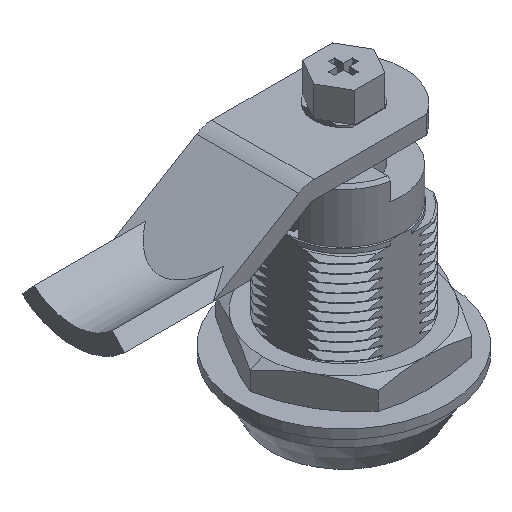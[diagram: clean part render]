
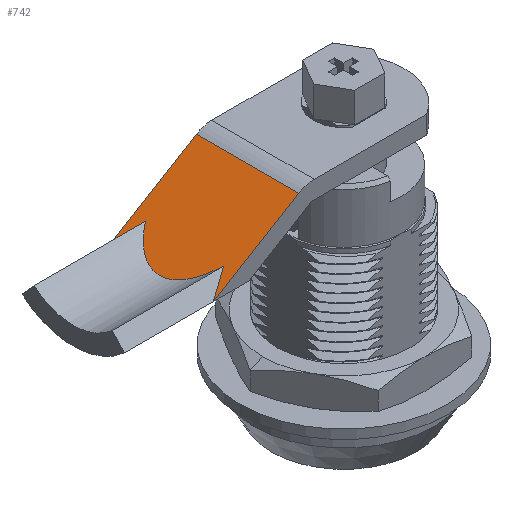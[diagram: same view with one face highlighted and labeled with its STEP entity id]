
A CAD part, isometric view. The second image highlights one B-rep face of the part: STEP entity #742.
In plain terms, the highlighted planar face has unit normal (-0.515, 0, 0.857).
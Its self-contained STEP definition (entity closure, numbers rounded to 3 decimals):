
#742 = ADVANCED_FACE ( 'NONE', ( #7331 ), #7332, .F. ) ;
#1095 = ORIENTED_EDGE ( 'NONE', *, *, #1577, .F. ) ;
#1096 = ORIENTED_EDGE ( 'NONE', *, *, #1578, .F. ) ;
#1097 = ORIENTED_EDGE ( 'NONE', *, *, #1579, .T. ) ;
#1098 = ORIENTED_EDGE ( 'NONE', *, *, #1573, .F. ) ;
#1099 = ORIENTED_EDGE ( 'NONE', *, *, #1580, .T. ) ;
#1100 = ORIENTED_EDGE ( 'NONE', *, *, #1581, .T. ) ;
#1216 = VERTEX_POINT ( 'NONE', #7410 ) ;
#1219 = VERTEX_POINT ( 'NONE', #7413 ) ;
#1220 = VERTEX_POINT ( 'NONE', #7414 ) ;
#1221 = VERTEX_POINT ( 'NONE', #7415 ) ;
#1224 = VERTEX_POINT ( 'NONE', #7418 ) ;
#1226 = VERTEX_POINT ( 'NONE', #7420 ) ;
#1573 = EDGE_CURVE ( 'NONE', #1220, #1219, #7891, .T. ) ;
#1577 = EDGE_CURVE ( 'NONE', #1216, #1224, #8573, .T. ) ;
#1578 = EDGE_CURVE ( 'NONE', #1221, #1216, #8566, .T. ) ;
#1579 = EDGE_CURVE ( 'NONE', #1221, #1219, #8567, .T. ) ;
#1580 = EDGE_CURVE ( 'NONE', #1220, #1226, #8574, .T. ) ;
#1581 = EDGE_CURVE ( 'NONE', #1226, #1224, #8585, .T. ) ;
#2223 = EDGE_LOOP ( 'NONE', ( #1095, #1096, #1097, #1098, #1099, #1100 ) ) ;
#6826 = AXIS2_PLACEMENT_3D ( 'NONE', #7342, #7343, #7344 ) ;
#7331 = FACE_OUTER_BOUND ( 'NONE', #2223, .T. ) ;
#7332 = PLANE ( 'NONE',  #6826 ) ;
#7342 = CARTESIAN_POINT ( 'NONE',  ( -42.673, 8.5, 24.251 ) ) ;
#7343 = DIRECTION ( 'NONE',  ( 0.515, 0., -0.857 ) ) ;
#7344 = DIRECTION ( 'NONE',  ( 0.857, 0., 0.515 ) ) ;
#7410 = CARTESIAN_POINT ( 'NONE',  ( -24.722, 8.5, 35.037 ) ) ;
#7413 = CARTESIAN_POINT ( 'NONE',  ( -35.183, 6.487, 28.751 ) ) ;
#7414 = CARTESIAN_POINT ( 'NONE',  ( -35.183, -6.487, 28.751 ) ) ;
#7415 = CARTESIAN_POINT ( 'NONE',  ( -38.885, 8.5, 26.527 ) ) ;
#7418 = CARTESIAN_POINT ( 'NONE',  ( -24.722, -8.5, 35.037 ) ) ;
#7420 = CARTESIAN_POINT ( 'NONE',  ( -38.885, -8.5, 26.527 ) ) ;
#7891 =( BOUNDED_CURVE ( )  B_SPLINE_CURVE ( 3, ( #8551, #8561, #8562, #8563 ),
 .UNSPECIFIED., .F., .T. ) 
 B_SPLINE_CURVE_WITH_KNOTS ( ( 4, 4 ),
 ( 2.406, 3.877 ),
 .UNSPECIFIED. ) 
 CURVE ( )  GEOMETRIC_REPRESENTATION_ITEM ( )  RATIONAL_B_SPLINE_CURVE ( ( 1., 0.828, 0.828, 1. ) ) 
 REPRESENTATION_ITEM ( '' )  );
#8551 = CARTESIAN_POINT ( 'NONE',  ( -35.183, -6.487, 28.751 ) ) ;
#8561 = CARTESIAN_POINT ( 'NONE',  ( -41.02, -2.613, 25.244 ) ) ;
#8562 = CARTESIAN_POINT ( 'NONE',  ( -41.02, 2.613, 25.244 ) ) ;
#8563 = CARTESIAN_POINT ( 'NONE',  ( -35.183, 6.487, 28.751 ) ) ;
#8566 = LINE ( 'NONE', #8577, #8857 ) ;
#8567 = LINE ( 'NONE', #8580, #8860 ) ;
#8573 = LINE ( 'NONE', #8575, #8859 ) ;
#8574 = LINE ( 'NONE', #8583, #8861 ) ;
#8575 = CARTESIAN_POINT ( 'NONE',  ( -24.722, 8.5, 35.037 ) ) ;
#8576 = DIRECTION ( 'NONE',  ( 0., -1., 0. ) ) ;
#8577 = CARTESIAN_POINT ( 'NONE',  ( -38.885, 8.5, 26.527 ) ) ;
#8579 = DIRECTION ( 'NONE',  ( 0.857, 0., 0.515 ) ) ;
#8580 = CARTESIAN_POINT ( 'NONE',  ( -38.885, 8.5, 26.527 ) ) ;
#8582 = DIRECTION ( 'NONE',  ( 0.777, -0.423, 0.467 ) ) ;
#8583 = CARTESIAN_POINT ( 'NONE',  ( -35.183, -6.487, 28.751 ) ) ;
#8584 = DIRECTION ( 'NONE',  ( -0.777, -0.423, -0.467 ) ) ;
#8585 = LINE ( 'NONE', #8586, #8863 ) ;
#8586 = CARTESIAN_POINT ( 'NONE',  ( -38.885, -8.5, 26.527 ) ) ;
#8587 = DIRECTION ( 'NONE',  ( 0.857, 0., 0.515 ) ) ;
#8857 = VECTOR ( 'NONE', #8579, 1000. ) ;
#8859 = VECTOR ( 'NONE', #8576, 1000. ) ;
#8860 = VECTOR ( 'NONE', #8582, 1000. ) ;
#8861 = VECTOR ( 'NONE', #8584, 1000. ) ;
#8863 = VECTOR ( 'NONE', #8587, 1000. ) ;
